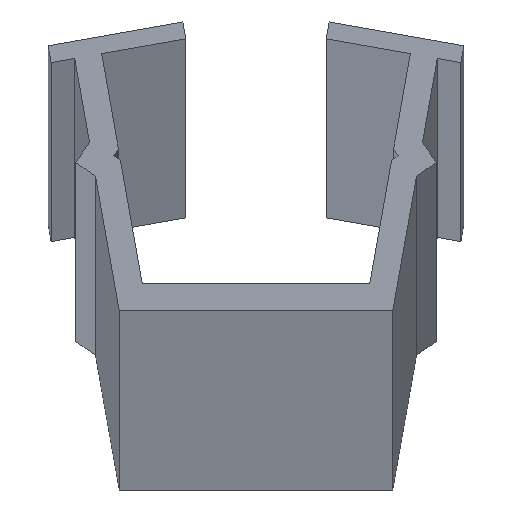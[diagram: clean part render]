
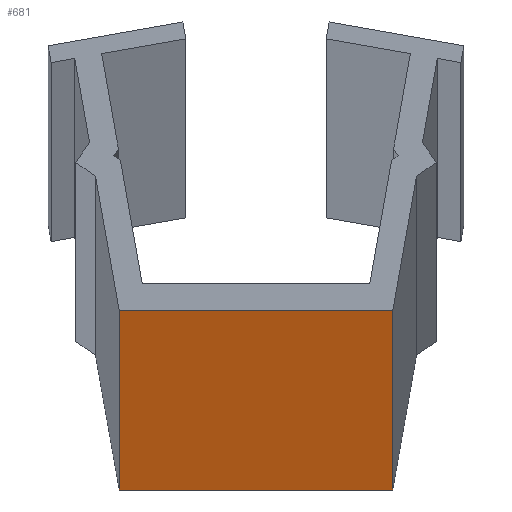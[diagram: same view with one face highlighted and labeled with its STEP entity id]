
A CAD part, top view. The second image highlights one B-rep face of the part: STEP entity #681.
In plain terms, the highlighted planar face has unit normal (0, -1, 0).
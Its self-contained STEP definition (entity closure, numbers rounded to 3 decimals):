
#2 = CARTESIAN_POINT ( 'NONE',  ( -4., 0., -1500. ) ) ;
#11 = PLANE ( 'NONE',  #24 ) ;
#14 = FACE_OUTER_BOUND ( 'NONE', #673, .T. ) ;
#17 = CARTESIAN_POINT ( 'NONE',  ( -4., 0., 1500. ) ) ;
#18 = LINE ( 'NONE', #17, #76 ) ;
#21 = DIRECTION ( 'NONE',  ( -1., 0., 0. ) ) ;
#22 = DIRECTION ( 'NONE',  ( 0., 1., 0. ) ) ;
#23 = CARTESIAN_POINT ( 'NONE',  ( -4., 0., 1500. ) ) ;
#24 = AXIS2_PLACEMENT_3D ( 'NONE', #23, #22, #21 ) ;
#25 = DIRECTION ( 'NONE',  ( 1., 0., 0. ) ) ;
#26 = VECTOR ( 'NONE', #25, 1000. ) ;
#27 = CARTESIAN_POINT ( 'NONE',  ( -4., 0., -1500. ) ) ;
#60 = CARTESIAN_POINT ( 'NONE',  ( 4., 0., -1500. ) ) ;
#75 = DIRECTION ( 'NONE',  ( 1., 0., 0. ) ) ;
#76 = VECTOR ( 'NONE', #75, 1000. ) ;
#87 = CARTESIAN_POINT ( 'NONE',  ( -4., 0., 1500. ) ) ;
#133 = DIRECTION ( 'NONE',  ( 0., 0., -1. ) ) ;
#134 = VECTOR ( 'NONE', #133, 1000. ) ;
#135 = CARTESIAN_POINT ( 'NONE',  ( 4., 0., 1500. ) ) ;
#147 = LINE ( 'NONE', #135, #134 ) ;
#151 = LINE ( 'NONE', #27, #26 ) ;
#346 = CARTESIAN_POINT ( 'NONE',  ( 4., 0., 1500. ) ) ;
#607 = EDGE_CURVE ( 'NONE', #668, #670, #741, .T. ) ;
#623 = ORIENTED_EDGE ( 'NONE', *, *, #607, .T. ) ;
#668 = VERTEX_POINT ( 'NONE', #87 ) ;
#670 = VERTEX_POINT ( 'NONE', #2 ) ;
#671 = ORIENTED_EDGE ( 'NONE', *, *, #677, .T. ) ;
#673 = EDGE_LOOP ( 'NONE', ( #671, #683, #685, #623 ) ) ;
#677 = EDGE_CURVE ( 'NONE', #670, #808, #151, .T. ) ;
#681 = ADVANCED_FACE ( 'NONE', ( #14 ), #11, .F. ) ;
#683 = ORIENTED_EDGE ( 'NONE', *, *, #815, .F. ) ;
#685 = ORIENTED_EDGE ( 'NONE', *, *, #686, .F. ) ;
#686 = EDGE_CURVE ( 'NONE', #668, #912, #18, .T. ) ;
#741 = LINE ( 'NONE', #762, #805 ) ;
#762 = CARTESIAN_POINT ( 'NONE',  ( -4., 0., 1500. ) ) ;
#804 = DIRECTION ( 'NONE',  ( 0., 0., -1. ) ) ;
#805 = VECTOR ( 'NONE', #804, 1000. ) ;
#808 = VERTEX_POINT ( 'NONE', #60 ) ;
#815 = EDGE_CURVE ( 'NONE', #912, #808, #147, .T. ) ;
#912 = VERTEX_POINT ( 'NONE', #346 ) ;
